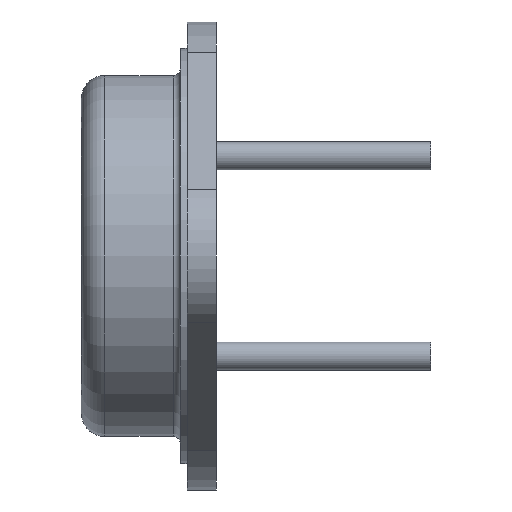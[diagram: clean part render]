
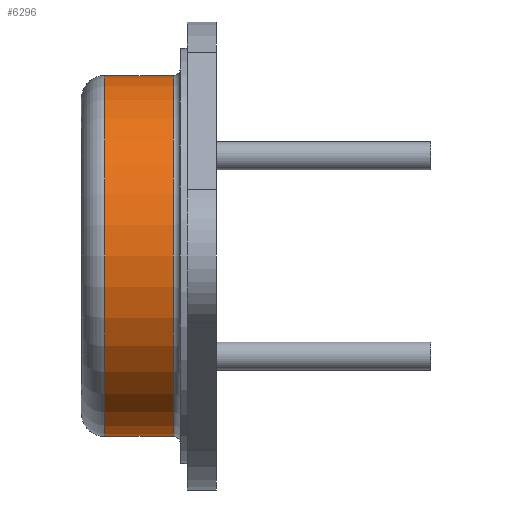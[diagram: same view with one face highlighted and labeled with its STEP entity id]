
A CAD part, left-side view. The second image highlights one B-rep face of the part: STEP entity #6296.
In plain terms, the highlighted cylindrical face has radius 9.842 mm (diameter 19.685 mm), a partial arc.
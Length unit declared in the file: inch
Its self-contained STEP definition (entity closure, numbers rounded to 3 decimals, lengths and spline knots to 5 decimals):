
#1892 = VERTEX_POINT ( 'NONE', #11061 ) ;
#1987 = FACE_OUTER_BOUND ( 'NONE', #15916, .T. ) ;
#2002 = LINE ( 'NONE', #6056, #8253 ) ;
#2477 = CARTESIAN_POINT ( 'NONE',  ( 0., 0.0925, 0.3875 ) ) ;
#2510 = CIRCLE ( 'NONE', #6706, 0.3875 ) ;
#3793 = CARTESIAN_POINT ( 'NONE',  ( 0., 0.24, -0.3875 ) ) ;
#4677 = DIRECTION ( 'NONE',  ( 0., 0., -1. ) ) ;
#5160 = EDGE_CURVE ( 'NONE', #13011, #1892, #2002, .T. ) ;
#5314 = CIRCLE ( 'NONE', #8799, 0.3875 ) ;
#5342 = CARTESIAN_POINT ( 'NONE',  ( 0., 0.24, 0.3875 ) ) ;
#6034 = DIRECTION ( 'NONE',  ( 0., -1., 0. ) ) ;
#6052 = CARTESIAN_POINT ( 'NONE',  ( 0., 0.24, 0. ) ) ;
#6056 = CARTESIAN_POINT ( 'NONE',  ( 0., 0.29, -0.3875 ) ) ;
#6108 = DIRECTION ( 'NONE',  ( 0., -1., 0. ) ) ;
#6296 = ADVANCED_FACE ( 'NONE', ( #1987 ), #15814, .T. ) ;
#6425 = CARTESIAN_POINT ( 'NONE',  ( 0., 0.0925, 0. ) ) ;
#6706 = AXIS2_PLACEMENT_3D ( 'NONE', #6425, #10166, #15004 ) ;
#6892 = LINE ( 'NONE', #11717, #9025 ) ;
#7311 = VERTEX_POINT ( 'NONE', #2477 ) ;
#7620 = EDGE_CURVE ( 'NONE', #8741, #13011, #5314, .T. ) ;
#8253 = VECTOR ( 'NONE', #8739, 39.37008 ) ;
#8318 = EDGE_CURVE ( 'NONE', #8741, #7311, #6892, .T. ) ;
#8643 = DIRECTION ( 'NONE',  ( 0., -1., 0. ) ) ;
#8739 = DIRECTION ( 'NONE',  ( 0., -1., 0. ) ) ;
#8741 = VERTEX_POINT ( 'NONE', #5342 ) ;
#8799 = AXIS2_PLACEMENT_3D ( 'NONE', #6052, #6108, #14796 ) ;
#8968 = ORIENTED_EDGE ( 'NONE', *, *, #8318, .F. ) ;
#9025 = VECTOR ( 'NONE', #8643, 39.37008 ) ;
#9342 = ORIENTED_EDGE ( 'NONE', *, *, #5160, .T. ) ;
#10166 = DIRECTION ( 'NONE',  ( 0., 1., 0. ) ) ;
#10349 = ORIENTED_EDGE ( 'NONE', *, *, #11984, .T. ) ;
#11061 = CARTESIAN_POINT ( 'NONE',  ( 0., 0.0925, -0.3875 ) ) ;
#11717 = CARTESIAN_POINT ( 'NONE',  ( 0., 0.29, 0.3875 ) ) ;
#11984 = EDGE_CURVE ( 'NONE', #1892, #7311, #2510, .T. ) ;
#12243 = CARTESIAN_POINT ( 'NONE',  ( 0., 0.29, 0. ) ) ;
#13011 = VERTEX_POINT ( 'NONE', #3793 ) ;
#13826 = ORIENTED_EDGE ( 'NONE', *, *, #7620, .T. ) ;
#14796 = DIRECTION ( 'NONE',  ( 0., 0., 1. ) ) ;
#14854 = AXIS2_PLACEMENT_3D ( 'NONE', #12243, #6034, #4677 ) ;
#15004 = DIRECTION ( 'NONE',  ( 0., 0., 1. ) ) ;
#15814 = CYLINDRICAL_SURFACE ( 'NONE', #14854, 0.3875 ) ;
#15916 = EDGE_LOOP ( 'NONE', ( #8968, #13826, #9342, #10349 ) ) ;
